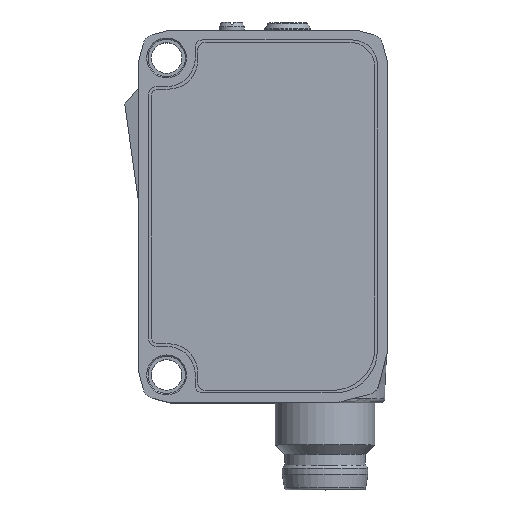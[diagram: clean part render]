
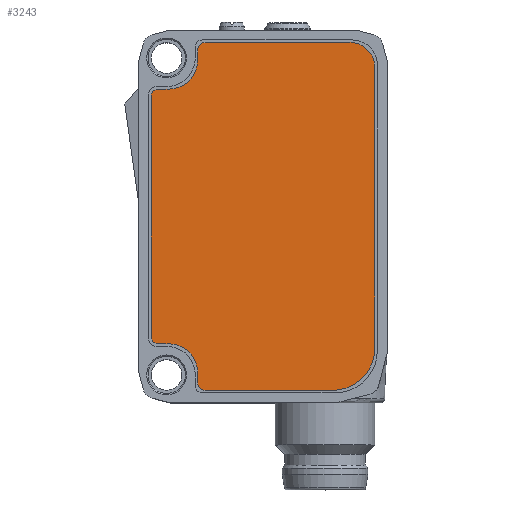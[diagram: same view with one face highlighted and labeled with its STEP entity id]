
A CAD part, top view. The second image highlights one B-rep face of the part: STEP entity #3243.
In plain terms, the highlighted planar face has unit normal (0, 0, 1).
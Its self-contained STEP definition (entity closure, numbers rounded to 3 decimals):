
#222=PLANE('',#3632);
#404=FACE_OUTER_BOUND('',#614,.T.);
#614=EDGE_LOOP('',(#2979,#2980,#2981,#2982,#2983,#2984,#2985,#2986,#2987,
#2988,#2989,#2990,#2991,#2992,#2993,#2994));
#775=LINE('',#5131,#1040);
#780=LINE('',#5145,#1045);
#784=LINE('',#5157,#1049);
#788=LINE('',#5169,#1053);
#792=LINE('',#5181,#1057);
#796=LINE('',#5193,#1061);
#800=LINE('',#5205,#1065);
#804=LINE('',#5217,#1069);
#1040=VECTOR('',#4121,10.);
#1045=VECTOR('',#4134,10.);
#1049=VECTOR('',#4146,10.);
#1053=VECTOR('',#4158,10.);
#1057=VECTOR('',#4170,10.);
#1061=VECTOR('',#4182,10.);
#1065=VECTOR('',#4194,10.);
#1069=VECTOR('',#4206,10.);
#1233=CIRCLE('',#3442,2.3);
#1235=CIRCLE('',#3446,0.6);
#1237=CIRCLE('',#3450,3.4);
#1239=CIRCLE('',#3454,2.);
#1241=CIRCLE('',#3458,0.6);
#1243=CIRCLE('',#3462,2.3);
#1245=CIRCLE('',#3466,0.6);
#1247=CIRCLE('',#3470,0.6);
#1477=VERTEX_POINT('',#5129);
#1478=VERTEX_POINT('',#5130);
#1481=VERTEX_POINT('',#5138);
#1483=VERTEX_POINT('',#5144);
#1485=VERTEX_POINT('',#5150);
#1487=VERTEX_POINT('',#5156);
#1489=VERTEX_POINT('',#5162);
#1491=VERTEX_POINT('',#5168);
#1493=VERTEX_POINT('',#5174);
#1495=VERTEX_POINT('',#5180);
#1497=VERTEX_POINT('',#5186);
#1499=VERTEX_POINT('',#5192);
#1501=VERTEX_POINT('',#5198);
#1503=VERTEX_POINT('',#5204);
#1505=VERTEX_POINT('',#5210);
#1507=VERTEX_POINT('',#5216);
#1851=EDGE_CURVE('',#1477,#1478,#775,.T.);
#1855=EDGE_CURVE('',#1478,#1481,#1233,.T.);
#1858=EDGE_CURVE('',#1481,#1483,#780,.T.);
#1861=EDGE_CURVE('',#1483,#1485,#1235,.T.);
#1864=EDGE_CURVE('',#1485,#1487,#784,.T.);
#1867=EDGE_CURVE('',#1487,#1489,#1237,.T.);
#1870=EDGE_CURVE('',#1489,#1491,#788,.T.);
#1873=EDGE_CURVE('',#1491,#1493,#1239,.T.);
#1876=EDGE_CURVE('',#1493,#1495,#792,.T.);
#1879=EDGE_CURVE('',#1495,#1497,#1241,.T.);
#1882=EDGE_CURVE('',#1497,#1499,#796,.T.);
#1885=EDGE_CURVE('',#1499,#1501,#1243,.T.);
#1888=EDGE_CURVE('',#1501,#1503,#800,.T.);
#1891=EDGE_CURVE('',#1503,#1505,#1245,.T.);
#1894=EDGE_CURVE('',#1505,#1507,#804,.T.);
#1897=EDGE_CURVE('',#1507,#1477,#1247,.T.);
#2979=ORIENTED_EDGE('',*,*,#1851,.T.);
#2980=ORIENTED_EDGE('',*,*,#1855,.T.);
#2981=ORIENTED_EDGE('',*,*,#1858,.T.);
#2982=ORIENTED_EDGE('',*,*,#1861,.T.);
#2983=ORIENTED_EDGE('',*,*,#1864,.T.);
#2984=ORIENTED_EDGE('',*,*,#1867,.T.);
#2985=ORIENTED_EDGE('',*,*,#1870,.T.);
#2986=ORIENTED_EDGE('',*,*,#1873,.T.);
#2987=ORIENTED_EDGE('',*,*,#1876,.T.);
#2988=ORIENTED_EDGE('',*,*,#1879,.T.);
#2989=ORIENTED_EDGE('',*,*,#1882,.T.);
#2990=ORIENTED_EDGE('',*,*,#1885,.T.);
#2991=ORIENTED_EDGE('',*,*,#1888,.T.);
#2992=ORIENTED_EDGE('',*,*,#1891,.T.);
#2993=ORIENTED_EDGE('',*,*,#1894,.T.);
#2994=ORIENTED_EDGE('',*,*,#1897,.T.);
#3243=ADVANCED_FACE('',(#404),#222,.T.);
#3442=AXIS2_PLACEMENT_3D('',#5139,#4127,#4128);
#3446=AXIS2_PLACEMENT_3D('',#5151,#4139,#4140);
#3450=AXIS2_PLACEMENT_3D('',#5163,#4151,#4152);
#3454=AXIS2_PLACEMENT_3D('',#5175,#4163,#4164);
#3458=AXIS2_PLACEMENT_3D('',#5187,#4175,#4176);
#3462=AXIS2_PLACEMENT_3D('',#5199,#4187,#4188);
#3466=AXIS2_PLACEMENT_3D('',#5211,#4199,#4200);
#3470=AXIS2_PLACEMENT_3D('',#5222,#4211,#4212);
#3632=AXIS2_PLACEMENT_3D('',#5659,#4630,#4631);
#4121=DIRECTION('',(1.,0.,0.));
#4127=DIRECTION('center_axis',(0.,0.,-1.));
#4128=DIRECTION('ref_axis',(-1.,0.,0.));
#4134=DIRECTION('',(0.,-1.,0.));
#4139=DIRECTION('center_axis',(0.,0.,1.));
#4140=DIRECTION('ref_axis',(-1.,0.,0.));
#4146=DIRECTION('',(1.,0.,0.));
#4151=DIRECTION('center_axis',(0.,0.,1.));
#4152=DIRECTION('ref_axis',(0.,-1.,0.));
#4158=DIRECTION('',(0.,1.,0.));
#4163=DIRECTION('center_axis',(0.,0.,1.));
#4164=DIRECTION('ref_axis',(1.,0.,0.));
#4170=DIRECTION('',(-1.,0.,0.));
#4175=DIRECTION('center_axis',(0.,0.,1.));
#4176=DIRECTION('ref_axis',(0.,1.,0.));
#4182=DIRECTION('',(0.,-1.,0.));
#4187=DIRECTION('center_axis',(0.,0.,-1.));
#4188=DIRECTION('ref_axis',(0.,1.,0.));
#4194=DIRECTION('',(-1.,0.,0.));
#4199=DIRECTION('center_axis',(0.,0.,1.));
#4200=DIRECTION('ref_axis',(0.,1.,0.));
#4206=DIRECTION('',(0.,-1.,0.));
#4211=DIRECTION('center_axis',(0.,0.,1.));
#4212=DIRECTION('ref_axis',(-1.,0.,0.));
#4630=DIRECTION('center_axis',(0.,0.,1.));
#4631=DIRECTION('ref_axis',(1.,0.,0.));
#5129=CARTESIAN_POINT('',(-0.65,2.5,5.));
#5130=CARTESIAN_POINT('',(0.2,2.5,5.));
#5131=CARTESIAN_POINT('',(3.944,2.5,5.));
#5138=CARTESIAN_POINT('',(2.5,0.2,5.));
#5139=CARTESIAN_POINT('Origin',(0.2,0.2,5.));
#5144=CARTESIAN_POINT('',(2.5,-0.65,5.));
#5145=CARTESIAN_POINT('',(2.5,6.093,5.));
#5150=CARTESIAN_POINT('',(3.1,-1.25,5.));
#5151=CARTESIAN_POINT('Origin',(3.1,-0.65,5.));
#5156=CARTESIAN_POINT('',(13.35,-1.25,5.));
#5157=CARTESIAN_POINT('',(10.519,-1.25,5.));
#5162=CARTESIAN_POINT('',(16.75,2.15,5.));
#5163=CARTESIAN_POINT('Origin',(13.35,2.15,5.));
#5168=CARTESIAN_POINT('',(16.75,24.75,5.));
#5169=CARTESIAN_POINT('',(16.75,18.793,5.));
#5174=CARTESIAN_POINT('',(14.75,26.75,5.));
#5175=CARTESIAN_POINT('Origin',(14.75,24.75,5.));
#5180=CARTESIAN_POINT('',(3.1,26.75,5.));
#5181=CARTESIAN_POINT('',(5.394,26.75,5.));
#5186=CARTESIAN_POINT('',(2.5,26.15,5.));
#5187=CARTESIAN_POINT('Origin',(3.1,26.15,5.));
#5192=CARTESIAN_POINT('',(2.5,25.3,5.));
#5193=CARTESIAN_POINT('',(2.5,19.068,5.));
#5198=CARTESIAN_POINT('',(0.2,23.,5.));
#5199=CARTESIAN_POINT('Origin',(0.2,25.3,5.));
#5204=CARTESIAN_POINT('',(-0.65,23.,5.));
#5205=CARTESIAN_POINT('',(3.519,23.,5.));
#5210=CARTESIAN_POINT('',(-1.25,22.4,5.));
#5211=CARTESIAN_POINT('Origin',(-0.65,22.4,5.));
#5216=CARTESIAN_POINT('',(-1.25,3.1,5.));
#5217=CARTESIAN_POINT('',(-1.25,7.968,5.));
#5222=CARTESIAN_POINT('Origin',(-0.65,3.1,5.));
#5659=CARTESIAN_POINT('Origin',(7.688,12.836,5.));
